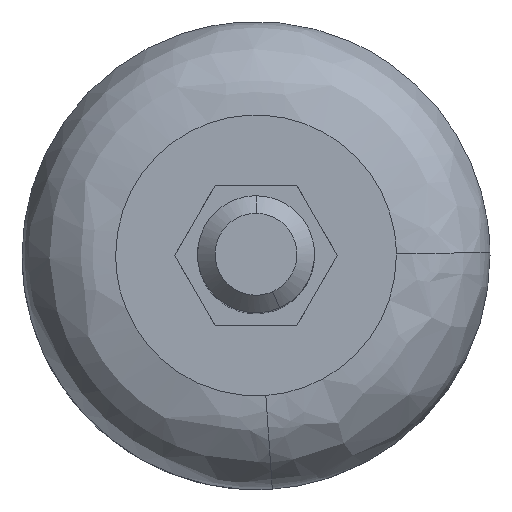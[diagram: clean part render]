
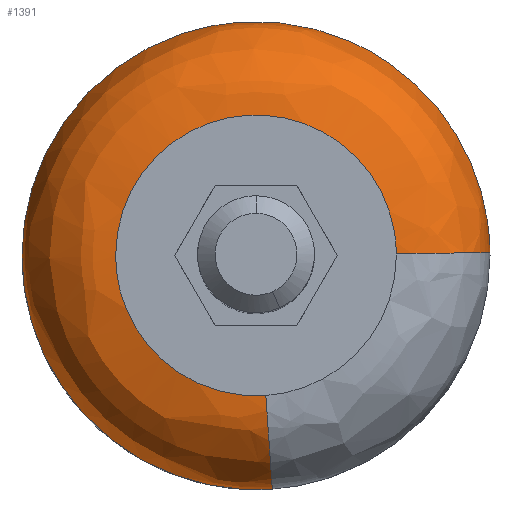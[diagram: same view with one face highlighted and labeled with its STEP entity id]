
A CAD part, top view. The second image highlights one B-rep face of the part: STEP entity #1391.
In plain terms, the highlighted free-form (B-spline) face has degree [2, 2] with [9, 3] control points.
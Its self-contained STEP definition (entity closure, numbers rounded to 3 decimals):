
#726=CARTESIAN_POINT('',(11.417,16.421,7.));
#727=VERTEX_POINT('',#726);
#728=CARTESIAN_POINT('',(19.998,0.251,7.));
#729=VERTEX_POINT('',#728);
#730=CARTESIAN_POINT('',(11.417,16.421,7.));
#731=CARTESIAN_POINT('',(19.869,10.545,7.));
#732=CARTESIAN_POINT('',(19.998,0.251,7.));
#740=(BOUNDED_CURVE()B_SPLINE_CURVE(2,(#730,#731,#732),.UNSPECIFIED.,.F.,.U.)B_SPLINE_CURVE_WITH_KNOTS((3,3),(0.348,0.498),.UNSPECIFIED.)CURVE()GEOMETRIC_REPRESENTATION_ITEM()RATIONAL_B_SPLINE_CURVE((0.86,0.823,0.995))REPRESENTATION_ITEM(''));
#741=EDGE_CURVE('',#727,#729,#740,.T.);
#758=CARTESIAN_POINT('',(1.395,-19.951,7.));
#759=VERTEX_POINT('',#758);
#773=CARTESIAN_POINT('',(-20.0,0.0,7.0));
#774=VERTEX_POINT('',#773);
#775=CARTESIAN_POINT('',(1.395,-19.951,7.));
#776=CARTESIAN_POINT('',(0.698,-20.,7.));
#777=CARTESIAN_POINT('',(0.0,-20.0,7.0));
#778=CARTESIAN_POINT('',(-20.,-20.,7.));
#779=CARTESIAN_POINT('',(-20.0,0.0,7.0));
#787=(BOUNDED_CURVE()B_SPLINE_CURVE(2,(#775,#776,#777,#778,#779),.UNSPECIFIED.,.F.,.U.)B_SPLINE_CURVE_WITH_KNOTS((3,2,3),(0.738,0.75,1.0),.UNSPECIFIED.)CURVE()GEOMETRIC_REPRESENTATION_ITEM()RATIONAL_B_SPLINE_CURVE((0.973,0.986,1.0,0.707,1.0))REPRESENTATION_ITEM(''));
#788=EDGE_CURVE('',#759,#774,#787,.T.);
#790=CARTESIAN_POINT('',(-1.569,19.938,7.));
#791=VERTEX_POINT('',#790);
#792=CARTESIAN_POINT('',(-20.0,0.0,7.0));
#793=CARTESIAN_POINT('',(-20.,18.488,7.));
#794=CARTESIAN_POINT('',(-1.569,19.938,7.));
#802=(BOUNDED_CURVE()B_SPLINE_CURVE(2,(#792,#793,#794),.UNSPECIFIED.,.F.,.U.)B_SPLINE_CURVE_WITH_KNOTS((3,3),(0.0,0.236),.UNSPECIFIED.)CURVE()GEOMETRIC_REPRESENTATION_ITEM()RATIONAL_B_SPLINE_CURVE((1.0,0.723,0.97))REPRESENTATION_ITEM(''));
#803=EDGE_CURVE('',#774,#791,#802,.T.);
#881=CARTESIAN_POINT('',(-1.569,19.938,7.));
#882=CARTESIAN_POINT('',(-0.786,20.,7.));
#883=CARTESIAN_POINT('',(0.0,20.0,7.0));
#884=CARTESIAN_POINT('',(6.269,20.,7.));
#885=CARTESIAN_POINT('',(11.417,16.421,7.));
#893=(BOUNDED_CURVE()B_SPLINE_CURVE(2,(#881,#882,#883,#884,#885),.UNSPECIFIED.,.F.,.U.)B_SPLINE_CURVE_WITH_KNOTS((3,2,3),(0.236,0.25,0.348),.UNSPECIFIED.)CURVE()GEOMETRIC_REPRESENTATION_ITEM()RATIONAL_B_SPLINE_CURVE((0.97,0.984,1.0,0.885,0.86))REPRESENTATION_ITEM(''));
#894=EDGE_CURVE('',#791,#727,#893,.T.);
#1288=CARTESIAN_POINT('',(0.798,-11.416,14.981));
#1289=CARTESIAN_POINT('',(0.471,-11.439,14.981));
#1290=CARTESIAN_POINT('',(0.144,-11.443,14.981));
#1291=CARTESIAN_POINT('',(-11.299,-11.587,14.981));
#1292=CARTESIAN_POINT('',(-11.443,-0.144,14.981));
#1293=CARTESIAN_POINT('',(-11.587,11.299,14.981));
#1294=CARTESIAN_POINT('',(-0.144,11.443,14.981));
#1295=CARTESIAN_POINT('',(11.299,11.587,14.981));
#1296=CARTESIAN_POINT('',(11.443,0.144,14.981));
#1297=CARTESIAN_POINT('',(1.438,-20.57,15.62));
#1298=CARTESIAN_POINT('',(0.849,-20.611,15.62));
#1299=CARTESIAN_POINT('',(0.259,-20.619,15.62));
#1300=CARTESIAN_POINT('',(-20.36,-20.878,15.62));
#1301=CARTESIAN_POINT('',(-20.619,-0.259,15.62));
#1302=CARTESIAN_POINT('',(-20.878,20.36,15.62));
#1303=CARTESIAN_POINT('',(-0.259,20.619,15.62));
#1304=CARTESIAN_POINT('',(20.36,20.878,15.62));
#1305=CARTESIAN_POINT('',(20.619,0.259,15.62));
#1306=CARTESIAN_POINT('',(1.393,-19.932,6.444));
#1307=CARTESIAN_POINT('',(0.823,-19.972,6.444));
#1308=CARTESIAN_POINT('',(0.251,-19.979,6.444));
#1309=CARTESIAN_POINT('',(-19.728,-20.23,6.444));
#1310=CARTESIAN_POINT('',(-19.979,-0.251,6.444));
#1311=CARTESIAN_POINT('',(-20.23,19.728,6.444));
#1312=CARTESIAN_POINT('',(-0.251,19.979,6.444));
#1313=CARTESIAN_POINT('',(19.728,20.23,6.444));
#1314=CARTESIAN_POINT('',(19.979,0.251,6.444));
#1322=(BOUNDED_SURFACE()B_SPLINE_SURFACE(2,2,((#1288,#1297,#1306),(#1289,#1298,#1307),(#1290,#1299,#1308),(#1291,#1300,#1309),(#1292,#1301,#1310),(#1293,#1302,#1311),(#1294,#1303,#1312),(#1295,#1304,#1313),(#1296,#1305,#1314)),.UNSPECIFIED.,.F.,.F.,.U.)B_SPLINE_SURFACE_WITH_KNOTS((3,2,2,2,3),(3,3),(0.0,1.324,34.429,67.534,100.639),(0.0,14.579),.UNSPECIFIED.)GEOMETRIC_REPRESENTATION_ITEM()RATIONAL_B_SPLINE_SURFACE(((0.896,0.588,0.896),(0.906,0.594,0.906),(0.916,0.601,0.916),(0.648,0.425,0.648),(0.916,0.601,0.916),(0.648,0.425,0.648),(0.916,0.601,0.916),(0.648,0.425,0.648),(0.916,0.601,0.916)))REPRESENTATION_ITEM('')SURFACE());
#1323=CARTESIAN_POINT('',(0.837,-11.971,15.0));
#1324=VERTEX_POINT('',#1323);
#1325=CARTESIAN_POINT('',(-12.0,0.0,15.0));
#1326=VERTEX_POINT('',#1325);
#1327=CARTESIAN_POINT('',(0.837,-11.971,15.0));
#1328=CARTESIAN_POINT('',(0.419,-12.,15.));
#1329=CARTESIAN_POINT('',(0.0,-12.0,15.0));
#1330=CARTESIAN_POINT('',(-12.0,-12.0,15.));
#1331=CARTESIAN_POINT('',(-12.0,0.0,15.0));
#1339=(BOUNDED_CURVE()B_SPLINE_CURVE(2,(#1327,#1328,#1329,#1330,#1331),.UNSPECIFIED.,.F.,.U.)B_SPLINE_CURVE_WITH_KNOTS((3,2,3),(0.738,0.75,1.0),.UNSPECIFIED.)CURVE()GEOMETRIC_REPRESENTATION_ITEM()RATIONAL_B_SPLINE_CURVE((0.973,0.986,1.0,0.707,1.0))REPRESENTATION_ITEM(''));
#1340=EDGE_CURVE('',#1324,#1326,#1339,.T.);
#1341=ORIENTED_EDGE('',*,*,#1340,.T.);
#1342=CARTESIAN_POINT('',(11.999,0.151,15.0));
#1343=VERTEX_POINT('',#1342);
#1344=CARTESIAN_POINT('',(-12.0,0.0,15.0));
#1345=CARTESIAN_POINT('',(-12.0,12.0,15.));
#1346=CARTESIAN_POINT('',(0.0,12.0,15.0));
#1347=CARTESIAN_POINT('',(11.85,12.,15.));
#1348=CARTESIAN_POINT('',(11.999,0.151,15.));
#1356=(BOUNDED_CURVE()B_SPLINE_CURVE(2,(#1344,#1345,#1346,#1347,#1348),.UNSPECIFIED.,.F.,.U.)B_SPLINE_CURVE_WITH_KNOTS((3,2,3),(0.0,0.25,0.498),.UNSPECIFIED.)CURVE()GEOMETRIC_REPRESENTATION_ITEM()RATIONAL_B_SPLINE_CURVE((1.0,0.707,1.0,0.71,0.995))REPRESENTATION_ITEM(''));
#1357=EDGE_CURVE('',#1326,#1343,#1356,.T.);
#1358=ORIENTED_EDGE('',*,*,#1357,.T.);
#1359=CARTESIAN_POINT('',(11.999,0.151,15.));
#1360=CARTESIAN_POINT('',(19.998,0.251,15.));
#1361=CARTESIAN_POINT('',(19.998,0.251,7.));
#1369=(BOUNDED_CURVE()B_SPLINE_CURVE(2,(#1359,#1360,#1361),.UNSPECIFIED.,.F.,.U.)B_SPLINE_CURVE_WITH_KNOTS((3,3),(-1.735,-0.265),.UNSPECIFIED.)CURVE()GEOMETRIC_REPRESENTATION_ITEM()RATIONAL_B_SPLINE_CURVE((0.889,0.629,0.889))REPRESENTATION_ITEM(''));
#1370=EDGE_CURVE('',#1343,#729,#1369,.T.);
#1371=ORIENTED_EDGE('',*,*,#1370,.T.);
#1372=ORIENTED_EDGE('',*,*,#741,.F.);
#1373=ORIENTED_EDGE('',*,*,#894,.F.);
#1374=ORIENTED_EDGE('',*,*,#803,.F.);
#1375=ORIENTED_EDGE('',*,*,#788,.F.);
#1376=CARTESIAN_POINT('',(0.837,-11.971,15.));
#1377=CARTESIAN_POINT('',(1.395,-19.951,15.));
#1378=CARTESIAN_POINT('',(1.395,-19.951,7.));
#1386=(BOUNDED_CURVE()B_SPLINE_CURVE(2,(#1376,#1377,#1378),.UNSPECIFIED.,.F.,.U.)B_SPLINE_CURVE_WITH_KNOTS((3,3),(-1.735,-0.265),.UNSPECIFIED.)CURVE()GEOMETRIC_REPRESENTATION_ITEM()RATIONAL_B_SPLINE_CURVE((0.869,0.614,0.869))REPRESENTATION_ITEM(''));
#1387=EDGE_CURVE('',#1324,#759,#1386,.T.);
#1388=ORIENTED_EDGE('',*,*,#1387,.F.);
#1389=EDGE_LOOP('',(#1341,#1358,#1371,#1372,#1373,#1374,#1375,#1388));
#1390=FACE_OUTER_BOUND('',#1389,.T.);
#1391=ADVANCED_FACE('',(#1390),#1322,.T.);
